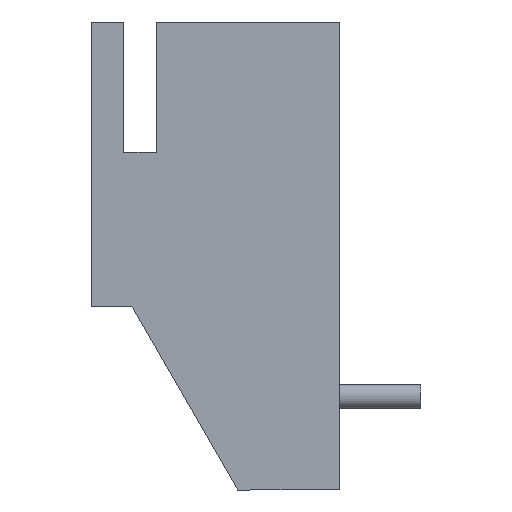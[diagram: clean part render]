
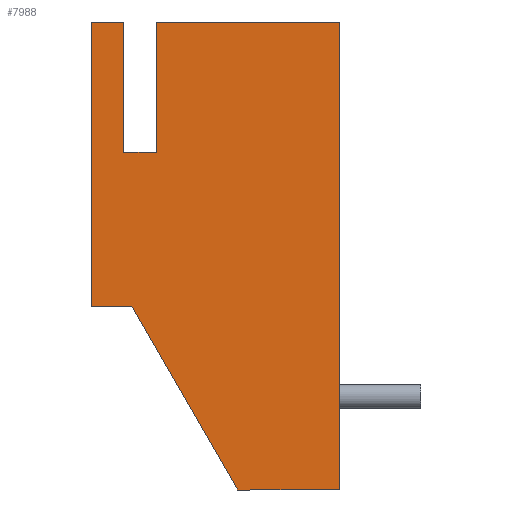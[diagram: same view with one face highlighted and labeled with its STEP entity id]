
A CAD part, left-side view. The second image highlights one B-rep face of the part: STEP entity #7988.
In plain terms, the highlighted planar face has unit normal (-1, 0, 0).
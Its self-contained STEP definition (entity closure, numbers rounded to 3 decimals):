
#12 = VERTEX_POINT ( 'NONE', #7673 ) ;
#13 = EDGE_CURVE ( 'NONE', #12, #7975, #7672, .T. ) ;
#14 = ORIENTED_EDGE ( 'NONE', *, *, #13, .T. ) ;
#15 = EDGE_CURVE ( 'NONE', #54, #12, #7668, .T. ) ;
#16 = ORIENTED_EDGE ( 'NONE', *, *, #15, .T. ) ;
#27 = EDGE_CURVE ( 'NONE', #33, #54, #7707, .T. ) ;
#32 = ORIENTED_EDGE ( 'NONE', *, *, #27, .T. ) ;
#33 = VERTEX_POINT ( 'NONE', #7694 ) ;
#54 = VERTEX_POINT ( 'NONE', #7719 ) ;
#3386 = DIRECTION ( 'NONE',  ( 0., 0., 1. ) ) ;
#3387 = VECTOR ( 'NONE', #3386, 1000. ) ;
#3388 = CARTESIAN_POINT ( 'NONE',  ( 0., 0., 0. ) ) ;
#3389 = LINE ( 'NONE', #3388, #3387 ) ;
#3390 = CARTESIAN_POINT ( 'NONE',  ( 0., 0., -11.5 ) ) ;
#3407 = DIRECTION ( 'NONE',  ( 0., 0., -1. ) ) ;
#3408 = DIRECTION ( 'NONE',  ( 1., 0., 0. ) ) ;
#3409 = CARTESIAN_POINT ( 'NONE',  ( 0., 6.1, 0. ) ) ;
#3410 = AXIS2_PLACEMENT_3D ( 'NONE', #3409, #3408, #3407 ) ;
#3411 = PLANE ( 'NONE',  #3410 ) ;
#3426 = FACE_OUTER_BOUND ( 'NONE', #7974, .T. ) ;
#3427 = CARTESIAN_POINT ( 'NONE',  ( 0., 4.5, -3.2 ) ) ;
#3429 = CARTESIAN_POINT ( 'NONE',  ( 0., 4.5, 0. ) ) ;
#3430 = DIRECTION ( 'NONE',  ( 0., -1., 0. ) ) ;
#3431 = VECTOR ( 'NONE', #3430, 1000. ) ;
#3432 = CARTESIAN_POINT ( 'NONE',  ( 0., 6.1, 0. ) ) ;
#3433 = LINE ( 'NONE', #3432, #3431 ) ;
#3434 = CARTESIAN_POINT ( 'NONE',  ( 0., 0., 0. ) ) ;
#4094 = DIRECTION ( 'NONE',  ( 0., 0., -1. ) ) ;
#4095 = VECTOR ( 'NONE', #4094, 1000. ) ;
#4096 = CARTESIAN_POINT ( 'NONE',  ( 0., 4.5, 0. ) ) ;
#4097 = LINE ( 'NONE', #4096, #4095 ) ;
#4139 = DIRECTION ( 'NONE',  ( 0., 0., 1. ) ) ;
#4140 = VECTOR ( 'NONE', #4139, 1000. ) ;
#4141 = CARTESIAN_POINT ( 'NONE',  ( 0., 6.1, 0. ) ) ;
#4142 = LINE ( 'NONE', #4141, #4140 ) ;
#4143 = CARTESIAN_POINT ( 'NONE',  ( 0., 6.1, 0. ) ) ;
#4144 = DIRECTION ( 'NONE',  ( 0., -1., 0. ) ) ;
#4145 = VECTOR ( 'NONE', #4144, 1000. ) ;
#4146 = CARTESIAN_POINT ( 'NONE',  ( 0., 6.1, 0. ) ) ;
#4147 = LINE ( 'NONE', #4146, #4145 ) ;
#4148 = CARTESIAN_POINT ( 'NONE',  ( 0., 5.3, 0. ) ) ;
#4149 = DIRECTION ( 'NONE',  ( 0., 0., -1. ) ) ;
#4150 = VECTOR ( 'NONE', #4149, 1000. ) ;
#4151 = CARTESIAN_POINT ( 'NONE',  ( 0., 5.3, 0. ) ) ;
#4152 = LINE ( 'NONE', #4151, #4150 ) ;
#4153 = CARTESIAN_POINT ( 'NONE',  ( 0., 5.3, -3.2 ) ) ;
#4154 = DIRECTION ( 'NONE',  ( 0., 1., 0. ) ) ;
#4155 = VECTOR ( 'NONE', #4154, 1000. ) ;
#4156 = CARTESIAN_POINT ( 'NONE',  ( 0., 4.5, -3.2 ) ) ;
#4157 = LINE ( 'NONE', #4156, #4155 ) ;
#5186 = ORIENTED_EDGE ( 'NONE', *, *, #5187, .T. ) ;
#5187 = EDGE_CURVE ( 'NONE', #8009, #7987, #4097, .T. ) ;
#5188 = ORIENTED_EDGE ( 'NONE', *, *, #5189, .T. ) ;
#5189 = EDGE_CURVE ( 'NONE', #7987, #5190, #4157, .T. ) ;
#5190 = VERTEX_POINT ( 'NONE', #4153 ) ;
#5191 = ORIENTED_EDGE ( 'NONE', *, *, #5192, .F. ) ;
#5192 = EDGE_CURVE ( 'NONE', #5193, #5190, #4152, .T. ) ;
#5193 = VERTEX_POINT ( 'NONE', #4148 ) ;
#5194 = ORIENTED_EDGE ( 'NONE', *, *, #5195, .F. ) ;
#5195 = EDGE_CURVE ( 'NONE', #5196, #5193, #4147, .T. ) ;
#5196 = VERTEX_POINT ( 'NONE', #4143 ) ;
#5197 = ORIENTED_EDGE ( 'NONE', *, *, #5198, .F. ) ;
#5198 = EDGE_CURVE ( 'NONE', #33, #5196, #4142, .T. ) ;
#7665 = DIRECTION ( 'NONE',  ( 0., -0.5, -0.866 ) ) ;
#7666 = VECTOR ( 'NONE', #7665, 1000. ) ;
#7667 = CARTESIAN_POINT ( 'NONE',  ( 0., 5.1, -7. ) ) ;
#7668 = LINE ( 'NONE', #7667, #7666 ) ;
#7669 = DIRECTION ( 'NONE',  ( 0., -1., 0. ) ) ;
#7670 = VECTOR ( 'NONE', #7669, 1000. ) ;
#7671 = CARTESIAN_POINT ( 'NONE',  ( 0., 6.1, -11.5 ) ) ;
#7672 = LINE ( 'NONE', #7671, #7670 ) ;
#7673 = CARTESIAN_POINT ( 'NONE',  ( 0., 2.5, -11.5 ) ) ;
#7694 = CARTESIAN_POINT ( 'NONE',  ( 0., 6.1, -7. ) ) ;
#7704 = DIRECTION ( 'NONE',  ( 0., -1., 0. ) ) ;
#7705 = VECTOR ( 'NONE', #7704, 1000. ) ;
#7706 = CARTESIAN_POINT ( 'NONE',  ( 0., 6.1, -7. ) ) ;
#7707 = LINE ( 'NONE', #7706, #7705 ) ;
#7719 = CARTESIAN_POINT ( 'NONE',  ( 0., 5.1, -7. ) ) ;
#7974 = EDGE_LOOP ( 'NONE', ( #5186, #5188, #5191, #5194, #5197, #32, #16, #14, #7976, #7978 ) ) ;
#7975 = VERTEX_POINT ( 'NONE', #3390 ) ;
#7976 = ORIENTED_EDGE ( 'NONE', *, *, #7977, .T. ) ;
#7977 = EDGE_CURVE ( 'NONE', #7975, #8005, #3389, .T. ) ;
#7978 = ORIENTED_EDGE ( 'NONE', *, *, #8006, .F. ) ;
#7987 = VERTEX_POINT ( 'NONE', #3427 ) ;
#7988 = ADVANCED_FACE ( 'NONE', ( #3426 ), #3411, .F. ) ;
#8005 = VERTEX_POINT ( 'NONE', #3434 ) ;
#8006 = EDGE_CURVE ( 'NONE', #8009, #8005, #3433, .T. ) ;
#8009 = VERTEX_POINT ( 'NONE', #3429 ) ;
